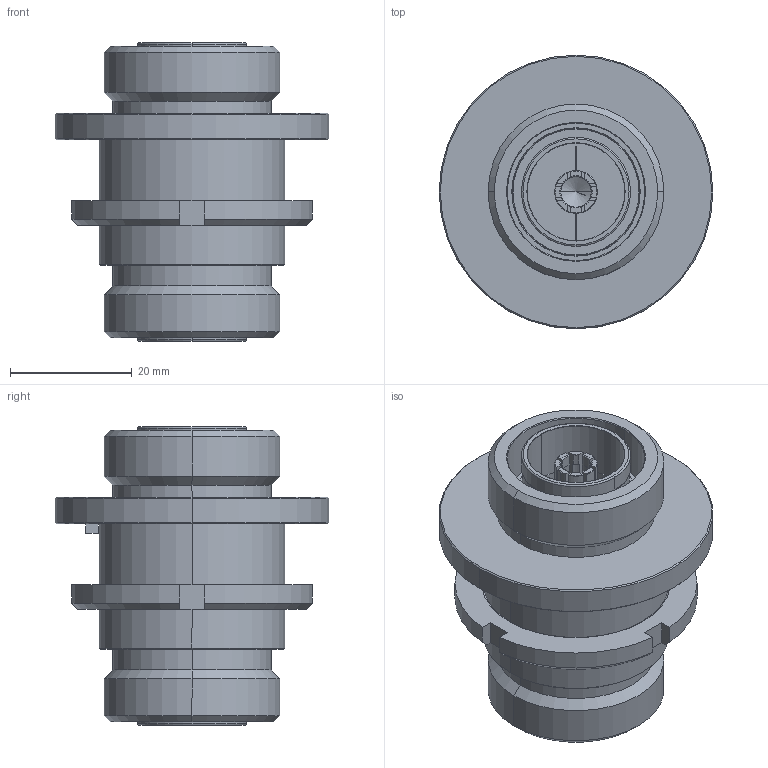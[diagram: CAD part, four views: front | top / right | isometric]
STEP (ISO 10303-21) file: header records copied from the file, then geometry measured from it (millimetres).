
FILE_DESCRIPTION (( 'STEP AP214' ), '1' );
FILE_NAME ('R185.730.020 A.STEP', '2011-10-19T08:36:30', ( 'adminRadiall' ), ( 'Microsoft' ), 'SwSTEP 2.0', 'SolidWorks 2011', '' );
FILE_SCHEMA (( 'AUTOMOTIVE_DESIGN' ));
Length unit declared in the file: millimetre
Products named in the file (1): R185.730.020 A
Bounding box: 45 x 45 x 49.1 mm (x, y, z)
Volume: 29988.6 mm3; surface area: 14532.7 mm2
Topology: 1 solids, 2 shells, 352 faces, 917 edges, 581 vertices
Faces by surface type: plane 126, cone 102, cylinder 98, torus 26
Entity records: 11092 total; most frequent: CARTESIAN_POINT 2271, DIRECTION 1898, ORIENTED_EDGE 1826, EDGE_CURVE 913, AXIS2_PLACEMENT_3D 744, VERTEX_POINT 581, VECTOR 410, LINE 410
